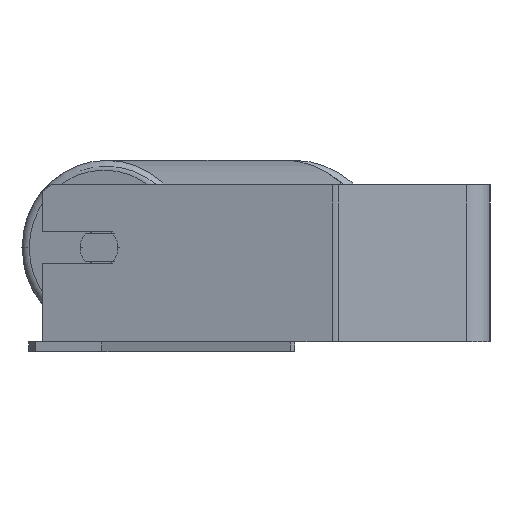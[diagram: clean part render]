
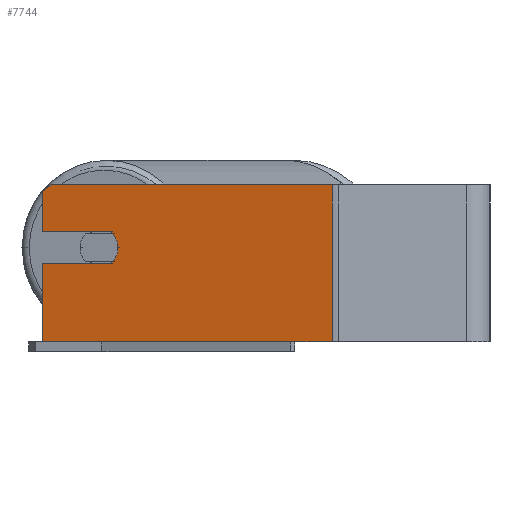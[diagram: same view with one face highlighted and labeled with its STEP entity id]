
A CAD part, left-side view. The second image highlights one B-rep face of the part: STEP entity #7744.
In plain terms, the highlighted planar face has unit normal (-0.966, 0.259, 0).
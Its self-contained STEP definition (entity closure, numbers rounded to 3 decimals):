
#17 = VERTEX_POINT ( 'NONE', #6131 ) ;
#69 = CARTESIAN_POINT ( 'NONE',  ( -604.591, 80.507, 40. ) ) ;
#164 = DIRECTION ( 'NONE',  ( -0.966, 0.259, 0. ) ) ;
#191 = CARTESIAN_POINT ( 'NONE',  ( -564.986, 228.314, 40. ) ) ;
#266 = EDGE_CURVE ( 'NONE', #1329, #726, #1819, .T. ) ;
#267 = VERTEX_POINT ( 'NONE', #3972 ) ;
#545 = EDGE_CURVE ( 'NONE', #267, #5350, #4289, .T. ) ;
#726 = VERTEX_POINT ( 'NONE', #4004 ) ;
#862 = EDGE_CURVE ( 'NONE', #1010, #3969, #5800, .T. ) ;
#924 = EDGE_CURVE ( 'NONE', #8673, #4037, #3680, .T. ) ;
#993 = DIRECTION ( 'NONE',  ( -0.259, -0.966, 0. ) ) ;
#1010 = VERTEX_POINT ( 'NONE', #2392 ) ;
#1142 = ORIENTED_EDGE ( 'NONE', *, *, #9039, .T. ) ;
#1318 = ORIENTED_EDGE ( 'NONE', *, *, #862, .F. ) ;
#1329 = VERTEX_POINT ( 'NONE', #4176 ) ;
#1370 = ORIENTED_EDGE ( 'NONE', *, *, #5082, .F. ) ;
#1471 = EDGE_CURVE ( 'NONE', #267, #17, #6079, .T. ) ;
#1497 = DIRECTION ( 'NONE',  ( 0.966, -0.259, 0. ) ) ;
#1690 = LINE ( 'NONE', #191, #6359 ) ;
#1773 = DIRECTION ( 'NONE',  ( 0.224, 0.837, -0.5 ) ) ;
#1783 = CARTESIAN_POINT ( 'NONE',  ( -604.591, 80.507, 40. ) ) ;
#1819 = LINE ( 'NONE', #7955, #6947 ) ;
#1905 = VECTOR ( 'NONE', #6575, 1000. ) ;
#2086 = DIRECTION ( 'NONE',  ( 0.259, 0.966, 0. ) ) ;
#2119 = DIRECTION ( 'NONE',  ( -0.259, -0.966, 0. ) ) ;
#2392 = CARTESIAN_POINT ( 'NONE',  ( -575.339, 189.677, 8. ) ) ;
#2423 = DIRECTION ( 'NONE',  ( 0.259, 0.966, 0. ) ) ;
#2651 = VECTOR ( 'NONE', #2423, 1000. ) ;
#2917 = ORIENTED_EDGE ( 'NONE', *, *, #5460, .F. ) ;
#3112 = LINE ( 'NONE', #5906, #2651 ) ;
#3158 = CARTESIAN_POINT ( 'NONE',  ( -564.986, 228.314, 40. ) ) ;
#3557 = DIRECTION ( 'NONE',  ( -0.259, -0.966, 0. ) ) ;
#3592 = VECTOR ( 'NONE', #3557, 1000. ) ;
#3635 = CARTESIAN_POINT ( 'NONE',  ( -572.751, 199.336, 8. ) ) ;
#3680 = LINE ( 'NONE', #69, #4482 ) ;
#3764 = VECTOR ( 'NONE', #8876, 1000. ) ;
#3836 = EDGE_CURVE ( 'NONE', #17, #4037, #5941, .T. ) ;
#3969 = VERTEX_POINT ( 'NONE', #7305 ) ;
#3972 = CARTESIAN_POINT ( 'NONE',  ( -564.986, 228.314, 0. ) ) ;
#4004 = CARTESIAN_POINT ( 'NONE',  ( -564.986, 228.314, 37.113 ) ) ;
#4037 = VERTEX_POINT ( 'NONE', #6878 ) ;
#4176 = CARTESIAN_POINT ( 'NONE',  ( -566.28, 223.484, 40. ) ) ;
#4268 = AXIS2_PLACEMENT_3D ( 'NONE', #6070, #4521, #6751 ) ;
#4289 = LINE ( 'NONE', #8550, #3592 ) ;
#4482 = VECTOR ( 'NONE', #5057, 1000. ) ;
#4486 = DIRECTION ( 'NONE',  ( 0., 0., -1. ) ) ;
#4521 = DIRECTION ( 'NONE',  ( -0.966, 0.259, 0. ) ) ;
#4608 = CARTESIAN_POINT ( 'NONE',  ( -564.986, 228.314, -40. ) ) ;
#4794 = EDGE_CURVE ( 'NONE', #3969, #7724, #3112, .T. ) ;
#5057 = DIRECTION ( 'NONE',  ( 0., 0., -1. ) ) ;
#5082 = EDGE_CURVE ( 'NONE', #5350, #1010, #5585, .T. ) ;
#5287 = CARTESIAN_POINT ( 'NONE',  ( -564.986, 228.314, 40. ) ) ;
#5350 = VERTEX_POINT ( 'NONE', #6343 ) ;
#5427 = ORIENTED_EDGE ( 'NONE', *, *, #545, .F. ) ;
#5444 = EDGE_LOOP ( 'NONE', ( #2917, #9004, #1142, #5453, #1318, #1370, #5427, #9060, #6936, #7402 ) ) ;
#5453 = ORIENTED_EDGE ( 'NONE', *, *, #4794, .F. ) ;
#5460 = EDGE_CURVE ( 'NONE', #1329, #8673, #8725, .T. ) ;
#5585 = CIRCLE ( 'NONE', #4268, 10. ) ;
#5667 = PLANE ( 'NONE',  #8235 ) ;
#5800 = CIRCLE ( 'NONE', #7104, 10. ) ;
#5906 = CARTESIAN_POINT ( 'NONE',  ( -574.304, 193.541, 16. ) ) ;
#5941 = LINE ( 'NONE', #4608, #1905 ) ;
#6070 = CARTESIAN_POINT ( 'NONE',  ( -572.751, 199.336, 8. ) ) ;
#6079 = LINE ( 'NONE', #3158, #3764 ) ;
#6131 = CARTESIAN_POINT ( 'NONE',  ( -564.986, 228.314, -40. ) ) ;
#6261 = CARTESIAN_POINT ( 'NONE',  ( -564.986, 228.314, 16. ) ) ;
#6323 = VECTOR ( 'NONE', #993, 1000. ) ;
#6343 = CARTESIAN_POINT ( 'NONE',  ( -574.304, 193.541, 0. ) ) ;
#6359 = VECTOR ( 'NONE', #4486, 1000. ) ;
#6575 = DIRECTION ( 'NONE',  ( -0.259, -0.966, 0. ) ) ;
#6751 = DIRECTION ( 'NONE',  ( -0.259, -0.966, 0. ) ) ;
#6878 = CARTESIAN_POINT ( 'NONE',  ( -604.591, 80.507, -40. ) ) ;
#6936 = ORIENTED_EDGE ( 'NONE', *, *, #3836, .T. ) ;
#6939 = FACE_OUTER_BOUND ( 'NONE', #5444, .T. ) ;
#6947 = VECTOR ( 'NONE', #1773, 1000. ) ;
#7104 = AXIS2_PLACEMENT_3D ( 'NONE', #3635, #164, #2119 ) ;
#7305 = CARTESIAN_POINT ( 'NONE',  ( -574.304, 193.541, 16. ) ) ;
#7402 = ORIENTED_EDGE ( 'NONE', *, *, #924, .F. ) ;
#7724 = VERTEX_POINT ( 'NONE', #6261 ) ;
#7744 = ADVANCED_FACE ( 'NONE', ( #6939 ), #5667, .F. ) ;
#7955 = CARTESIAN_POINT ( 'NONE',  ( -564.986, 228.314, 37.113 ) ) ;
#8235 = AXIS2_PLACEMENT_3D ( 'NONE', #8455, #1497, #2086 ) ;
#8455 = CARTESIAN_POINT ( 'NONE',  ( -564.986, 228.314, 40. ) ) ;
#8550 = CARTESIAN_POINT ( 'NONE',  ( -574.304, 193.541, 0. ) ) ;
#8673 = VERTEX_POINT ( 'NONE', #1783 ) ;
#8725 = LINE ( 'NONE', #5287, #6323 ) ;
#8876 = DIRECTION ( 'NONE',  ( 0., 0., -1. ) ) ;
#9004 = ORIENTED_EDGE ( 'NONE', *, *, #266, .T. ) ;
#9039 = EDGE_CURVE ( 'NONE', #726, #7724, #1690, .T. ) ;
#9060 = ORIENTED_EDGE ( 'NONE', *, *, #1471, .T. ) ;
